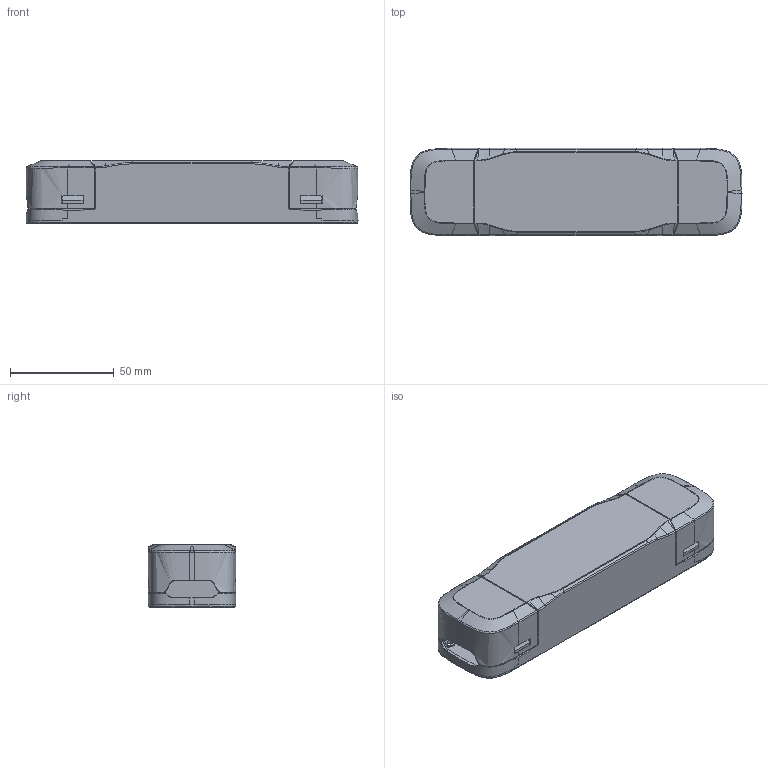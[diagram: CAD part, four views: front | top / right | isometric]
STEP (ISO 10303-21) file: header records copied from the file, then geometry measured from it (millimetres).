
FILE_DESCRIPTION(/* description */ (''),/* implementation_level */ '2;1');
FILE_NAME(/* name */ 'FLS-25~2',/* time_stamp */ '2023-07-05T14:45:59+08:00',/* author */ (''),/* organization */ (''),/* preprocessor_version */ 'ST-DEVELOPER v16.5',/* originating_system */ '',/* authorisation */ '');
FILE_SCHEMA (('AUTOMOTIVE_DESIGN { 1 0 10303 214 3 1 1 }'));
Length unit declared in the file: millimetre
Products named in the file (1): Document
Bounding box: 160 x 41.99 x 30 mm (x, y, z)
Volume: 7692.1 mm3
Topology: 4 solids, 5 shells, 516 faces, 1377 edges, 863 vertices
Faces by surface type: bspline 307, plane 209
Entity records: 26966 total; most frequent: CARTESIAN_POINT 18460, ORIENTED_EDGE 2746, EDGE_CURVE 1377, B_SPLINE_CURVE_WITH_KNOTS 1185, VERTEX_POINT 863, EDGE_LOOP 522, ADVANCED_FACE 516, FACE_OUTER_BOUND 516
